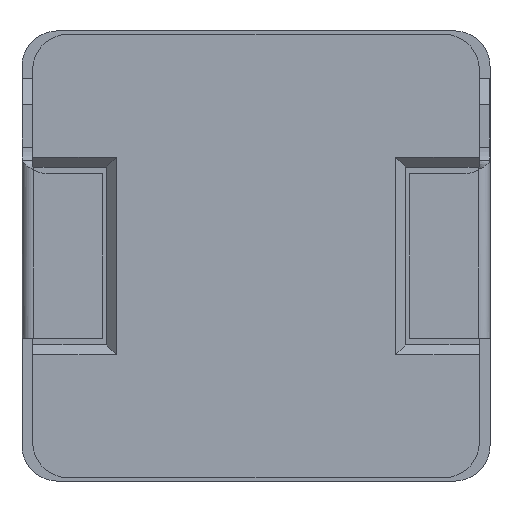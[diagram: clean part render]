
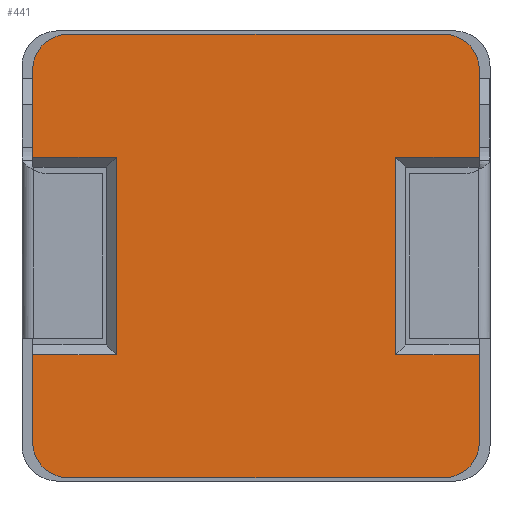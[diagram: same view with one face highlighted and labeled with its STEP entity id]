
A CAD part, front view. The second image highlights one B-rep face of the part: STEP entity #441.
In plain terms, the highlighted planar face has unit normal (0, -1, 0).
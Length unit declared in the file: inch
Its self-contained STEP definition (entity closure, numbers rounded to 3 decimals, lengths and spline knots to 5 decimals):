
#90 = DIRECTION ( 'NONE',  ( 0., 1., 0. ) ) ;
#92 = EDGE_CURVE ( 'NONE', #2202, #453, #2908, .T. ) ;
#93 = VERTEX_POINT ( 'NONE', #1492 ) ;
#139 = VECTOR ( 'NONE', #2579, 39.37008 ) ;
#192 = ORIENTED_EDGE ( 'NONE', *, *, #2126, .F. ) ;
#206 = CARTESIAN_POINT ( 'NONE',  ( 0.38982, 0.09557, -0.11762 ) ) ;
#212 = CARTESIAN_POINT ( 'NONE',  ( -0.03318, 0.09557, -0.15722 ) ) ;
#224 = AXIS2_PLACEMENT_3D ( 'NONE', #1635, #1266, #934 ) ;
#225 = VERTEX_POINT ( 'NONE', #645 ) ;
#229 = CARTESIAN_POINT ( 'NONE',  ( -0.07278, 0.09557, 0.20288 ) ) ;
#252 = DIRECTION ( 'NONE',  ( 1., 0., 0. ) ) ;
#324 = LINE ( 'NONE', #3395, #3332 ) ;
#328 = ORIENTED_EDGE ( 'NONE', *, *, #907, .T. ) ;
#341 = CARTESIAN_POINT ( 'NONE',  ( 0.33542, 0.09557, 0.20288 ) ) ;
#422 = CARTESIAN_POINT ( 'NONE',  ( 0.38982, 0.09557, 0.30138 ) ) ;
#441 = ADVANCED_FACE ( 'NONE', ( #3317 ), #791, .F. ) ;
#453 = VERTEX_POINT ( 'NONE', #2439 ) ;
#511 = VECTOR ( 'NONE', #728, 39.37008 ) ;
#561 = VERTEX_POINT ( 'NONE', #1775 ) ;
#616 = ORIENTED_EDGE ( 'NONE', *, *, #2035, .F. ) ;
#634 = DIRECTION ( 'NONE',  ( 0., 0., -1. ) ) ;
#642 = CARTESIAN_POINT ( 'NONE',  ( 0.38982, 0.09557, 0.20288 ) ) ;
#645 = CARTESIAN_POINT ( 'NONE',  ( 0.02122, 0.09557, -0.01912 ) ) ;
#656 = EDGE_CURVE ( 'NONE', #663, #689, #1037, .T. ) ;
#663 = VERTEX_POINT ( 'NONE', #1527 ) ;
#689 = VERTEX_POINT ( 'NONE', #3112 ) ;
#690 = VERTEX_POINT ( 'NONE', #2746 ) ;
#697 = VERTEX_POINT ( 'NONE', #2390 ) ;
#728 = DIRECTION ( 'NONE',  ( -1., 0., 0. ) ) ;
#772 = ORIENTED_EDGE ( 'NONE', *, *, #2430, .F. ) ;
#791 = PLANE ( 'NONE',  #2348 ) ;
#861 = DIRECTION ( 'NONE',  ( 0., 0., -1. ) ) ;
#891 = ORIENTED_EDGE ( 'NONE', *, *, #3038, .T. ) ;
#907 = EDGE_CURVE ( 'NONE', #561, #2218, #2657, .T. ) ;
#929 = CARTESIAN_POINT ( 'NONE',  ( 0.38982, 0.09557, 0.30138 ) ) ;
#934 = DIRECTION ( 'NONE',  ( 0., 0., -1. ) ) ;
#943 = VERTEX_POINT ( 'NONE', #2239 ) ;
#959 = CARTESIAN_POINT ( 'NONE',  ( 0.42942, 0.09557, 0.30138 ) ) ;
#962 = EDGE_CURVE ( 'NONE', #93, #690, #1285, .T. ) ;
#968 = LINE ( 'NONE', #642, #1836 ) ;
#989 = EDGE_CURVE ( 'NONE', #690, #2631, #2676, .T. ) ;
#1037 = CIRCLE ( 'NONE', #1263, 0.0396 ) ;
#1064 = CARTESIAN_POINT ( 'NONE',  ( 0.38982, 0.09557, -0.01912 ) ) ;
#1112 = ORIENTED_EDGE ( 'NONE', *, *, #2240, .T. ) ;
#1152 = VECTOR ( 'NONE', #1177, 39.37008 ) ;
#1155 = VERTEX_POINT ( 'NONE', #1961 ) ;
#1177 = DIRECTION ( 'NONE',  ( 0., 0., -1. ) ) ;
#1193 = CARTESIAN_POINT ( 'NONE',  ( 0.42942, 0.09557, 0.30138 ) ) ;
#1209 = CARTESIAN_POINT ( 'NONE',  ( -0.07278, 0.09557, -0.11762 ) ) ;
#1243 = EDGE_CURVE ( 'NONE', #2631, #2917, #2864, .T. ) ;
#1252 = CIRCLE ( 'NONE', #1863, 0.0396 ) ;
#1263 = AXIS2_PLACEMENT_3D ( 'NONE', #929, #2564, #2241 ) ;
#1266 = DIRECTION ( 'NONE',  ( 0., 1., 0. ) ) ;
#1285 = CIRCLE ( 'NONE', #1809, 0.0396 ) ;
#1335 = VECTOR ( 'NONE', #2204, 39.37008 ) ;
#1370 = CARTESIAN_POINT ( 'NONE',  ( 0.02122, 0.09557, 0.20288 ) ) ;
#1430 = EDGE_CURVE ( 'NONE', #2218, #2132, #3045, .T. ) ;
#1435 = ORIENTED_EDGE ( 'NONE', *, *, #989, .F. ) ;
#1492 = CARTESIAN_POINT ( 'NONE',  ( 0.42942, 0.09557, -0.11762 ) ) ;
#1510 = VECTOR ( 'NONE', #2330, 39.37008 ) ;
#1519 = CARTESIAN_POINT ( 'NONE',  ( 0.02122, 0.09557, 0.30138 ) ) ;
#1524 = DIRECTION ( 'NONE',  ( 0., 0., -1. ) ) ;
#1527 = CARTESIAN_POINT ( 'NONE',  ( 0.38982, 0.09557, 0.34098 ) ) ;
#1629 = DIRECTION ( 'NONE',  ( 0., 0., 1. ) ) ;
#1635 = CARTESIAN_POINT ( 'NONE',  ( -0.03318, 0.09557, -0.11762 ) ) ;
#1753 = EDGE_CURVE ( 'NONE', #943, #561, #2117, .T. ) ;
#1775 = CARTESIAN_POINT ( 'NONE',  ( 0.33542, 0.09557, -0.01912 ) ) ;
#1809 = AXIS2_PLACEMENT_3D ( 'NONE', #206, #1896, #1524 ) ;
#1836 = VECTOR ( 'NONE', #252, 39.37008 ) ;
#1863 = AXIS2_PLACEMENT_3D ( 'NONE', #2695, #2343, #2007 ) ;
#1888 = LINE ( 'NONE', #1519, #1152 ) ;
#1896 = DIRECTION ( 'NONE',  ( 0., 1., 0. ) ) ;
#1901 = VECTOR ( 'NONE', #1997, 39.37008 ) ;
#1961 = CARTESIAN_POINT ( 'NONE',  ( -0.07278, 0.09557, -0.01912 ) ) ;
#1981 = CARTESIAN_POINT ( 'NONE',  ( 0.33542, 0.09557, 0.30138 ) ) ;
#1997 = DIRECTION ( 'NONE',  ( -1., 0., 0. ) ) ;
#2007 = DIRECTION ( 'NONE',  ( 0., 0., -1. ) ) ;
#2019 = VECTOR ( 'NONE', #2613, 39.37008 ) ;
#2035 = EDGE_CURVE ( 'NONE', #943, #93, #2705, .T. ) ;
#2049 = VERTEX_POINT ( 'NONE', #1370 ) ;
#2062 = VECTOR ( 'NONE', #634, 39.37008 ) ;
#2075 = ORIENTED_EDGE ( 'NONE', *, *, #3109, .F. ) ;
#2099 = ORIENTED_EDGE ( 'NONE', *, *, #962, .F. ) ;
#2117 = LINE ( 'NONE', #1064, #511 ) ;
#2126 = EDGE_CURVE ( 'NONE', #2917, #1155, #3303, .T. ) ;
#2132 = VERTEX_POINT ( 'NONE', #2251 ) ;
#2146 = ORIENTED_EDGE ( 'NONE', *, *, #1243, .F. ) ;
#2202 = VERTEX_POINT ( 'NONE', #229 ) ;
#2204 = DIRECTION ( 'NONE',  ( 0., 0., 1. ) ) ;
#2218 = VERTEX_POINT ( 'NONE', #341 ) ;
#2239 = CARTESIAN_POINT ( 'NONE',  ( 0.42942, 0.09557, -0.01912 ) ) ;
#2240 = EDGE_CURVE ( 'NONE', #2202, #2049, #968, .T. ) ;
#2241 = DIRECTION ( 'NONE',  ( 0., 0., 1. ) ) ;
#2246 = EDGE_CURVE ( 'NONE', #225, #1155, #3329, .T. ) ;
#2248 = LINE ( 'NONE', #1193, #2640 ) ;
#2251 = CARTESIAN_POINT ( 'NONE',  ( 0.42942, 0.09557, 0.20288 ) ) ;
#2326 = ORIENTED_EDGE ( 'NONE', *, *, #1430, .T. ) ;
#2328 = CARTESIAN_POINT ( 'NONE',  ( -0.03318, 0.09557, -0.15722 ) ) ;
#2330 = DIRECTION ( 'NONE',  ( 1., 0., 0. ) ) ;
#2343 = DIRECTION ( 'NONE',  ( 0., 1., 0. ) ) ;
#2344 = ORIENTED_EDGE ( 'NONE', *, *, #1753, .T. ) ;
#2348 = AXIS2_PLACEMENT_3D ( 'NONE', #422, #90, #3149 ) ;
#2369 = VECTOR ( 'NONE', #1629, 39.37008 ) ;
#2390 = CARTESIAN_POINT ( 'NONE',  ( -0.03318, 0.09557, 0.34098 ) ) ;
#2405 = ORIENTED_EDGE ( 'NONE', *, *, #92, .F. ) ;
#2421 = EDGE_CURVE ( 'NONE', #697, #663, #324, .T. ) ;
#2430 = EDGE_CURVE ( 'NONE', #453, #697, #1252, .T. ) ;
#2439 = CARTESIAN_POINT ( 'NONE',  ( -0.07278, 0.09557, 0.30138 ) ) ;
#2467 = ORIENTED_EDGE ( 'NONE', *, *, #2246, .T. ) ;
#2533 = CARTESIAN_POINT ( 'NONE',  ( -0.07278, 0.09557, 0.30138 ) ) ;
#2564 = DIRECTION ( 'NONE',  ( 0., 1., 0. ) ) ;
#2579 = DIRECTION ( 'NONE',  ( 0., 0., 1. ) ) ;
#2613 = DIRECTION ( 'NONE',  ( -1., 0., 0. ) ) ;
#2631 = VERTEX_POINT ( 'NONE', #212 ) ;
#2640 = VECTOR ( 'NONE', #861, 39.37008 ) ;
#2657 = LINE ( 'NONE', #1981, #2369 ) ;
#2676 = LINE ( 'NONE', #2328, #1901 ) ;
#2678 = CARTESIAN_POINT ( 'NONE',  ( 0.38982, 0.09557, 0.20288 ) ) ;
#2695 = CARTESIAN_POINT ( 'NONE',  ( -0.03318, 0.09557, 0.30138 ) ) ;
#2705 = LINE ( 'NONE', #959, #2062 ) ;
#2746 = CARTESIAN_POINT ( 'NONE',  ( 0.38982, 0.09557, -0.15722 ) ) ;
#2864 = CIRCLE ( 'NONE', #224, 0.0396 ) ;
#2908 = LINE ( 'NONE', #2533, #1335 ) ;
#2917 = VERTEX_POINT ( 'NONE', #1209 ) ;
#2962 = CARTESIAN_POINT ( 'NONE',  ( -0.07278, 0.09557, 0.30138 ) ) ;
#2989 = CARTESIAN_POINT ( 'NONE',  ( 0.38982, 0.09557, -0.01912 ) ) ;
#3038 = EDGE_CURVE ( 'NONE', #2049, #225, #1888, .T. ) ;
#3045 = LINE ( 'NONE', #2678, #1510 ) ;
#3057 = DIRECTION ( 'NONE',  ( 1., 0., 0. ) ) ;
#3109 = EDGE_CURVE ( 'NONE', #689, #2132, #2248, .T. ) ;
#3112 = CARTESIAN_POINT ( 'NONE',  ( 0.42942, 0.09557, 0.30138 ) ) ;
#3130 = ORIENTED_EDGE ( 'NONE', *, *, #656, .F. ) ;
#3149 = DIRECTION ( 'NONE',  ( 0., 0., 1. ) ) ;
#3303 = LINE ( 'NONE', #2962, #139 ) ;
#3317 = FACE_OUTER_BOUND ( 'NONE', #3336, .T. ) ;
#3329 = LINE ( 'NONE', #2989, #2019 ) ;
#3332 = VECTOR ( 'NONE', #3057, 39.37008 ) ;
#3336 = EDGE_LOOP ( 'NONE', ( #616, #2344, #328, #2326, #2075, #3130, #3388, #772, #2405, #1112, #891, #2467, #192, #2146, #1435, #2099 ) ) ;
#3388 = ORIENTED_EDGE ( 'NONE', *, *, #2421, .F. ) ;
#3395 = CARTESIAN_POINT ( 'NONE',  ( -0.03318, 0.09557, 0.34098 ) ) ;
